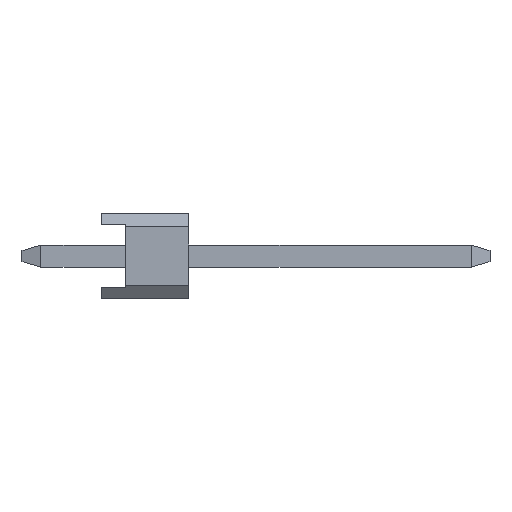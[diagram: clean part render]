
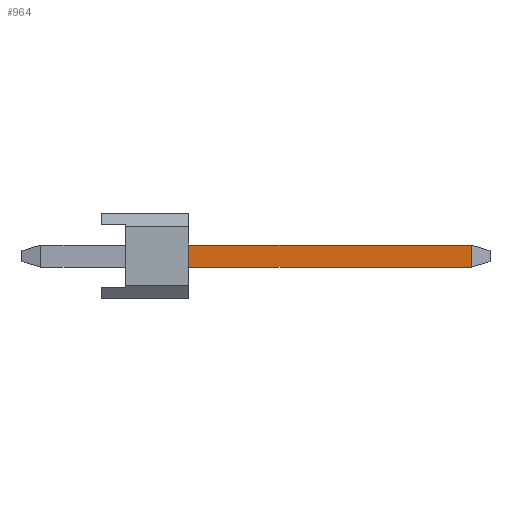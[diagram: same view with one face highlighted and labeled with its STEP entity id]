
A CAD part, left-side view. The second image highlights one B-rep face of the part: STEP entity #964.
In plain terms, the highlighted planar face has unit normal (-1, 0, 0).
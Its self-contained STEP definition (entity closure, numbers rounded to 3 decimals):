
#964=ADVANCED_FACE('',(#2818),#2819,.T.);
#1098=EDGE_CURVE('',#2348,#2592,#2964,.T.);
#1388=VERTEX_POINT('',#3286);
#1404=EDGE_CURVE('',#2592,#1388,#3302,.T.);
#1426=VERTEX_POINT('',#3327);
#2348=VERTEX_POINT('',#4342);
#2458=EDGE_CURVE('',#1426,#2348,#4463,.T.);
#2496=EDGE_CURVE('',#1388,#1426,#4505,.T.);
#2592=VERTEX_POINT('',#4608);
#2818=FACE_OUTER_BOUND('',#4859,.T.);
#2819=PLANE('',#4860);
#2964=LINE('',#5084,#5085);
#3286=CARTESIAN_POINT('',(-6.67,-2.54,0.32));
#3302=LINE('',#5568,#5569);
#3327=CARTESIAN_POINT('',(-6.67,-10.744,0.32));
#4342=CARTESIAN_POINT('',(-6.67,-10.744,-0.32));
#4463=LINE('',#7249,#7250);
#4505=LINE('',#7307,#7308);
#4608=CARTESIAN_POINT('',(-6.67,-2.54,-0.32));
#4859=EDGE_LOOP('',(#7828,#7829,#7830,#7831));
#4860=AXIS2_PLACEMENT_3D('',#7832,#7833,#7834);
#5084=CARTESIAN_POINT('',(-6.67,1.764,-0.32));
#5085=VECTOR('',#7964,1.0);
#5568=CARTESIAN_POINT('',(-6.67,-2.54,0.252));
#5569=VECTOR('',#8295,1.0);
#7249=CARTESIAN_POINT('',(-6.67,-10.744,0.5));
#7250=VECTOR('',#9441,1.0);
#7307=CARTESIAN_POINT('',(-6.67,-4.49,0.32));
#7308=VECTOR('',#9481,1.0);
#7828=ORIENTED_EDGE('',*,*,#1404,.F.);
#7829=ORIENTED_EDGE('',*,*,#1098,.F.);
#7830=ORIENTED_EDGE('',*,*,#2458,.F.);
#7831=ORIENTED_EDGE('',*,*,#2496,.F.);
#7832=CARTESIAN_POINT('',(-6.67,1.764,0.5));
#7833=DIRECTION('',(-1.0,0.,0.));
#7834=DIRECTION('',(0.,1.0,0.));
#7964=DIRECTION('',(0.,1.0,0.));
#8295=DIRECTION('',(0.,0.,1.0));
#9441=DIRECTION('',(0.0,0.,-1.0));
#9481=DIRECTION('',(0.,-1.0,0.));
